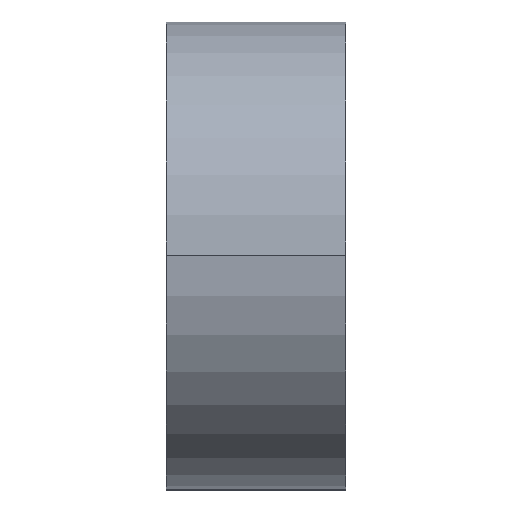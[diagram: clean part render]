
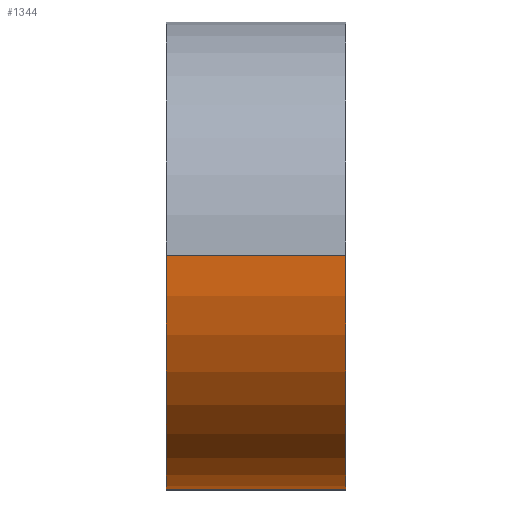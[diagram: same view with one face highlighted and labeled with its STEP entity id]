
A CAD part, top view. The second image highlights one B-rep face of the part: STEP entity #1344.
In plain terms, the highlighted cylindrical face has radius 6.5 mm (diameter 13 mm), a partial arc.
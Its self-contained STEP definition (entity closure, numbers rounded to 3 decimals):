
#55 = CARTESIAN_POINT ( 'NONE',  ( 0., -6.472, 6.496 ) ) ;
#64 = EDGE_CURVE ( 'NONE', #371, #477, #1129, .T. ) ;
#88 = DIRECTION ( 'NONE',  ( 1., 0., 0. ) ) ;
#167 = CIRCLE ( 'NONE', #514, 6.5 ) ;
#184 = EDGE_CURVE ( 'NONE', #903, #371, #167, .T. ) ;
#191 = CARTESIAN_POINT ( 'NONE',  ( 5., -6.472, 6.496 ) ) ;
#276 = DIRECTION ( 'NONE',  ( -1., 0., 0. ) ) ;
#346 = VERTEX_POINT ( 'NONE', #740 ) ;
#371 = VERTEX_POINT ( 'NONE', #461 ) ;
#376 = EDGE_LOOP ( 'NONE', ( #615, #1105, #582, #1214 ) ) ;
#460 = CARTESIAN_POINT ( 'NONE',  ( 5., 0.028, 12.996 ) ) ;
#461 = CARTESIAN_POINT ( 'NONE',  ( 5., -6.472, 6.496 ) ) ;
#477 = VERTEX_POINT ( 'NONE', #55 ) ;
#490 = AXIS2_PLACEMENT_3D ( 'NONE', #1337, #276, #896 ) ;
#494 = CIRCLE ( 'NONE', #1262, 6.5 ) ;
#508 = EDGE_CURVE ( 'NONE', #346, #477, #494, .T. ) ;
#514 = AXIS2_PLACEMENT_3D ( 'NONE', #744, #850, #1279 ) ;
#567 = CARTESIAN_POINT ( 'NONE',  ( 5., 0.028, 12.996 ) ) ;
#582 = ORIENTED_EDGE ( 'NONE', *, *, #508, .T. ) ;
#597 = CYLINDRICAL_SURFACE ( 'NONE', #490, 6.5 ) ;
#610 = DIRECTION ( 'NONE',  ( -1., 0., 0. ) ) ;
#615 = ORIENTED_EDGE ( 'NONE', *, *, #184, .F. ) ;
#740 = CARTESIAN_POINT ( 'NONE',  ( 0., 0.028, 12.996 ) ) ;
#744 = CARTESIAN_POINT ( 'NONE',  ( 5., 0.028, 6.496 ) ) ;
#767 = DIRECTION ( 'NONE',  ( -1., 0., 0. ) ) ;
#850 = DIRECTION ( 'NONE',  ( 1., 0., 0. ) ) ;
#889 = EDGE_CURVE ( 'NONE', #903, #346, #967, .T. ) ;
#896 = DIRECTION ( 'NONE',  ( 0., 0., 1. ) ) ;
#903 = VERTEX_POINT ( 'NONE', #460 ) ;
#907 = VECTOR ( 'NONE', #610, 1000. ) ;
#945 = VECTOR ( 'NONE', #767, 1000. ) ;
#967 = LINE ( 'NONE', #567, #945 ) ;
#1004 = CARTESIAN_POINT ( 'NONE',  ( 0., 0.028, 6.496 ) ) ;
#1105 = ORIENTED_EDGE ( 'NONE', *, *, #889, .T. ) ;
#1129 = LINE ( 'NONE', #191, #907 ) ;
#1214 = ORIENTED_EDGE ( 'NONE', *, *, #64, .F. ) ;
#1262 = AXIS2_PLACEMENT_3D ( 'NONE', #1004, #88, #1340 ) ;
#1279 = DIRECTION ( 'NONE',  ( 0., 0., -1. ) ) ;
#1308 = FACE_OUTER_BOUND ( 'NONE', #376, .T. ) ;
#1337 = CARTESIAN_POINT ( 'NONE',  ( 5., 0.028, 6.496 ) ) ;
#1340 = DIRECTION ( 'NONE',  ( 0., 0., -1. ) ) ;
#1344 = ADVANCED_FACE ( 'NONE', ( #1308 ), #597, .T. ) ;
